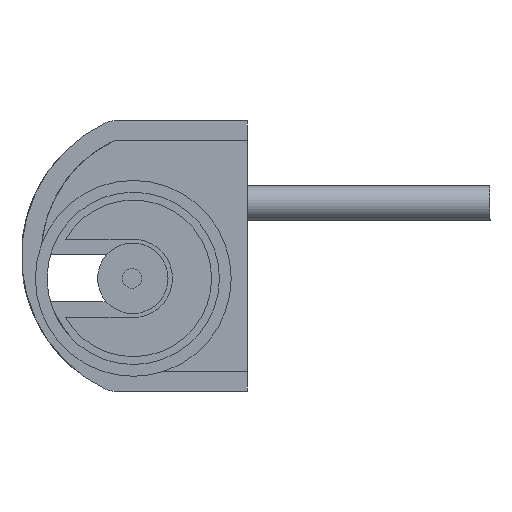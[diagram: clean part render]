
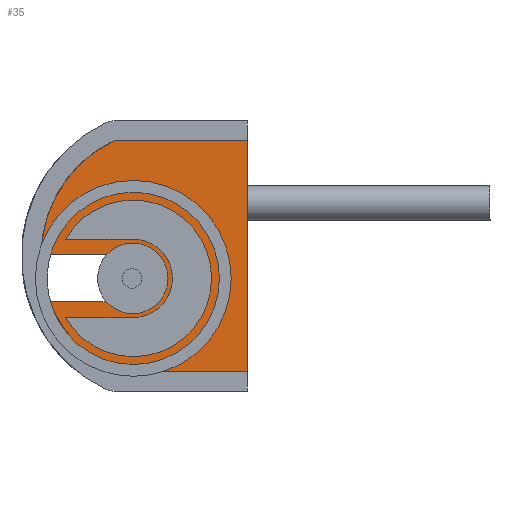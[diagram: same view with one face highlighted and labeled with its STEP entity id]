
A CAD part, left-side view. The second image highlights one B-rep face of the part: STEP entity #35.
In plain terms, the highlighted planar face has unit normal (-1, 0, 0).
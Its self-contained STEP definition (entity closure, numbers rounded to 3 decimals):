
#8 = AXIS2_PLACEMENT_3D ( 'NONE', #5323, #1148, #1544 ) ;
#9 = CARTESIAN_POINT ( 'NONE',  ( -0.907, 6.42, 9.473 ) ) ;
#23 = CARTESIAN_POINT ( 'NONE',  ( -0.907, 7.489, 8.173 ) ) ;
#35 = ADVANCED_FACE ( 'NONE', ( #2241, #4542 ), #4624, .F. ) ;
#104 = DIRECTION ( 'NONE',  ( 1., 0., 0. ) ) ;
#217 = CARTESIAN_POINT ( 'NONE',  ( -0.907, 6.266, 8.173 ) ) ;
#225 = EDGE_CURVE ( 'NONE', #5176, #3707, #5839, .T. ) ;
#273 = DIRECTION ( 'NONE',  ( 0., 0., 1. ) ) ;
#284 = AXIS2_PLACEMENT_3D ( 'NONE', #5929, #5829, #4460 ) ;
#299 = CARTESIAN_POINT ( 'NONE',  ( -0.907, 6.266, 8.773 ) ) ;
#312 = VECTOR ( 'NONE', #763, 1000. ) ;
#514 = EDGE_CURVE ( 'NONE', #4294, #4723, #1463, .T. ) ;
#522 = VERTEX_POINT ( 'NONE', #1448 ) ;
#559 = CIRCLE ( 'NONE', #8, 1.632 ) ;
#603 = DIRECTION ( 'NONE',  ( 0., 0., 1. ) ) ;
#721 = CARTESIAN_POINT ( 'NONE',  ( -0.907, 6.42, 7.473 ) ) ;
#722 = EDGE_CURVE ( 'NONE', #2309, #4294, #4620, .T. ) ;
#723 = CIRCLE ( 'NONE', #284, 0.5 ) ;
#752 = AXIS2_PLACEMENT_3D ( 'NONE', #971, #1479, #273 ) ;
#763 = DIRECTION ( 'NONE',  ( 0., 1., 0. ) ) ;
#781 = AXIS2_PLACEMENT_3D ( 'NONE', #1128, #104, #1701 ) ;
#795 = VERTEX_POINT ( 'NONE', #3128 ) ;
#912 = DIRECTION ( 'NONE',  ( -1., 0., 0. ) ) ;
#970 = ORIENTED_EDGE ( 'NONE', *, *, #4888, .F. ) ;
#971 = CARTESIAN_POINT ( 'NONE',  ( -0.907, 6.42, 8.473 ) ) ;
#1023 = CIRCLE ( 'NONE', #3765, 1.632 ) ;
#1045 = CARTESIAN_POINT ( 'NONE',  ( -0.907, 6.42, 7.973 ) ) ;
#1072 = CARTESIAN_POINT ( 'NONE',  ( -0.907, 4.966, 7.284 ) ) ;
#1128 = CARTESIAN_POINT ( 'NONE',  ( -0.907, 4.966, 10.234 ) ) ;
#1148 = DIRECTION ( 'NONE',  ( -1., 0., 0. ) ) ;
#1320 = VERTEX_POINT ( 'NONE', #5597 ) ;
#1329 = ORIENTED_EDGE ( 'NONE', *, *, #1821, .F. ) ;
#1333 = CARTESIAN_POINT ( 'NONE',  ( -0.907, 5.966, 8.759 ) ) ;
#1395 = CARTESIAN_POINT ( 'NONE',  ( -0.907, 7.286, 7.973 ) ) ;
#1448 = CARTESIAN_POINT ( 'NONE',  ( -0.907, 7.598, 8.773 ) ) ;
#1463 = LINE ( 'NONE', #4718, #3916 ) ;
#1468 = DIRECTION ( 'NONE',  ( 0., 0., 1. ) ) ;
#1479 = DIRECTION ( 'NONE',  ( -1., 0., 0. ) ) ;
#1544 = DIRECTION ( 'NONE',  ( 0., 0., 1. ) ) ;
#1587 = EDGE_CURVE ( 'NONE', #1320, #795, #4914, .T. ) ;
#1682 = ORIENTED_EDGE ( 'NONE', *, *, #1587, .F. ) ;
#1701 = DIRECTION ( 'NONE',  ( 0., 0., -1. ) ) ;
#1785 = DIRECTION ( 'NONE',  ( 0., 1., 0. ) ) ;
#1798 = CARTESIAN_POINT ( 'NONE',  ( -0.907, 4.966, 10.234 ) ) ;
#1821 = EDGE_CURVE ( 'NONE', #4610, #5176, #3656, .T. ) ;
#1882 = VERTEX_POINT ( 'NONE', #4740 ) ;
#1953 = DIRECTION ( 'NONE',  ( 0., 1., 0. ) ) ;
#2001 = CARTESIAN_POINT ( 'NONE',  ( -0.907, 7.286, 8.973 ) ) ;
#2006 = EDGE_LOOP ( 'NONE', ( #2954, #970, #2100, #5212, #1329, #4106 ) ) ;
#2100 = ORIENTED_EDGE ( 'NONE', *, *, #4626, .F. ) ;
#2183 = VECTOR ( 'NONE', #4859, 1000. ) ;
#2241 = FACE_OUTER_BOUND ( 'NONE', #3639, .T. ) ;
#2309 = VERTEX_POINT ( 'NONE', #5175 ) ;
#2350 = EDGE_CURVE ( 'NONE', #4723, #4032, #559, .T. ) ;
#2430 = CARTESIAN_POINT ( 'NONE',  ( -0.907, 6.42, 8.973 ) ) ;
#2470 = EDGE_CURVE ( 'NONE', #522, #2309, #5718, .T. ) ;
#2532 = ORIENTED_EDGE ( 'NONE', *, *, #514, .T. ) ;
#2574 = CARTESIAN_POINT ( 'NONE',  ( -0.907, 6.42, 8.473 ) ) ;
#2584 = ORIENTED_EDGE ( 'NONE', *, *, #5463, .T. ) ;
#2589 = EDGE_CURVE ( 'NONE', #795, #4032, #2634, .T. ) ;
#2634 = LINE ( 'NONE', #1072, #3224 ) ;
#2664 = DIRECTION ( 'NONE',  ( 0., 0., -1. ) ) ;
#2920 = DIRECTION ( 'NONE',  ( -1., 0., 0. ) ) ;
#2954 = ORIENTED_EDGE ( 'NONE', *, *, #3946, .F. ) ;
#3128 = CARTESIAN_POINT ( 'NONE',  ( -0.907, 4.966, 7.284 ) ) ;
#3224 = VECTOR ( 'NONE', #5045, 1000. ) ;
#3392 = DIRECTION ( 'NONE',  ( 0., -1., 0. ) ) ;
#3540 = CARTESIAN_POINT ( 'NONE',  ( -0.907, 6.266, 8.173 ) ) ;
#3605 = ORIENTED_EDGE ( 'NONE', *, *, #2350, .T. ) ;
#3639 = EDGE_LOOP ( 'NONE', ( #2584, #4113, #5164, #4928, #2532, #3605, #5133, #1682 ) ) ;
#3656 = CIRCLE ( 'NONE', #5071, 1. ) ;
#3707 = VERTEX_POINT ( 'NONE', #9 ) ;
#3759 = VECTOR ( 'NONE', #1785, 1000. ) ;
#3765 = AXIS2_PLACEMENT_3D ( 'NONE', #1333, #912, #603 ) ;
#3899 = VERTEX_POINT ( 'NONE', #1045 ) ;
#3916 = VECTOR ( 'NONE', #1953, 1000. ) ;
#3946 = EDGE_CURVE ( 'NONE', #5644, #3899, #723, .T. ) ;
#3948 = CARTESIAN_POINT ( 'NONE',  ( -0.907, 6.42, 7.973 ) ) ;
#3996 = VECTOR ( 'NONE', #2664, 1000. ) ;
#4032 = VERTEX_POINT ( 'NONE', #4683 ) ;
#4106 = ORIENTED_EDGE ( 'NONE', *, *, #5750, .F. ) ;
#4113 = ORIENTED_EDGE ( 'NONE', *, *, #5372, .T. ) ;
#4294 = VERTEX_POINT ( 'NONE', #3540 ) ;
#4312 = LINE ( 'NONE', #5192, #5521 ) ;
#4460 = DIRECTION ( 'NONE',  ( 0., 0., 1. ) ) ;
#4542 = FACE_BOUND ( 'NONE', #2006, .T. ) ;
#4610 = VERTEX_POINT ( 'NONE', #1395 ) ;
#4620 = LINE ( 'NONE', #217, #2183 ) ;
#4624 = PLANE ( 'NONE',  #781 ) ;
#4626 = EDGE_CURVE ( 'NONE', #3707, #5206, #4654, .T. ) ;
#4654 = CIRCLE ( 'NONE', #752, 1. ) ;
#4683 = CARTESIAN_POINT ( 'NONE',  ( -0.907, 6.665, 7.284 ) ) ;
#4718 = CARTESIAN_POINT ( 'NONE',  ( -0.907, 6.266, 8.173 ) ) ;
#4723 = VERTEX_POINT ( 'NONE', #23 ) ;
#4740 = CARTESIAN_POINT ( 'NONE',  ( -0.907, 6.665, 10.234 ) ) ;
#4803 = DIRECTION ( 'NONE',  ( 0., -1., 0. ) ) ;
#4859 = DIRECTION ( 'NONE',  ( 0., 0., -1. ) ) ;
#4888 = EDGE_CURVE ( 'NONE', #5206, #5644, #4312, .T. ) ;
#4914 = LINE ( 'NONE', #1798, #3996 ) ;
#4928 = ORIENTED_EDGE ( 'NONE', *, *, #722, .T. ) ;
#5007 = DIRECTION ( 'NONE',  ( 0., 0., 1. ) ) ;
#5028 = LINE ( 'NONE', #3948, #312 ) ;
#5045 = DIRECTION ( 'NONE',  ( 0., 1., 0. ) ) ;
#5071 = AXIS2_PLACEMENT_3D ( 'NONE', #5220, #2920, #1468 ) ;
#5132 = AXIS2_PLACEMENT_3D ( 'NONE', #2574, #5197, #5007 ) ;
#5133 = ORIENTED_EDGE ( 'NONE', *, *, #2589, .F. ) ;
#5164 = ORIENTED_EDGE ( 'NONE', *, *, #2470, .T. ) ;
#5175 = CARTESIAN_POINT ( 'NONE',  ( -0.907, 6.266, 8.773 ) ) ;
#5176 = VERTEX_POINT ( 'NONE', #721 ) ;
#5192 = CARTESIAN_POINT ( 'NONE',  ( -0.907, 6.42, 8.973 ) ) ;
#5197 = DIRECTION ( 'NONE',  ( -1., 0., 0. ) ) ;
#5206 = VERTEX_POINT ( 'NONE', #2001 ) ;
#5212 = ORIENTED_EDGE ( 'NONE', *, *, #225, .F. ) ;
#5220 = CARTESIAN_POINT ( 'NONE',  ( -0.907, 6.42, 8.473 ) ) ;
#5260 = CARTESIAN_POINT ( 'NONE',  ( -0.907, 4.966, 10.234 ) ) ;
#5323 = CARTESIAN_POINT ( 'NONE',  ( -0.907, 5.966, 8.759 ) ) ;
#5372 = EDGE_CURVE ( 'NONE', #1882, #522, #1023, .T. ) ;
#5463 = EDGE_CURVE ( 'NONE', #1320, #1882, #5886, .T. ) ;
#5521 = VECTOR ( 'NONE', #3392, 1000. ) ;
#5597 = CARTESIAN_POINT ( 'NONE',  ( -0.907, 4.966, 10.234 ) ) ;
#5644 = VERTEX_POINT ( 'NONE', #2430 ) ;
#5718 = LINE ( 'NONE', #299, #5862 ) ;
#5750 = EDGE_CURVE ( 'NONE', #3899, #4610, #5028, .T. ) ;
#5829 = DIRECTION ( 'NONE',  ( 1., 0., 0. ) ) ;
#5839 = CIRCLE ( 'NONE', #5132, 1. ) ;
#5862 = VECTOR ( 'NONE', #4803, 1000. ) ;
#5886 = LINE ( 'NONE', #5260, #3759 ) ;
#5929 = CARTESIAN_POINT ( 'NONE',  ( -0.907, 6.42, 8.473 ) ) ;
